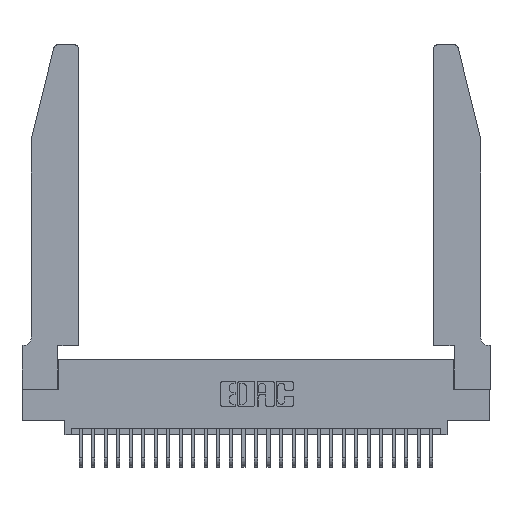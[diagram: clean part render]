
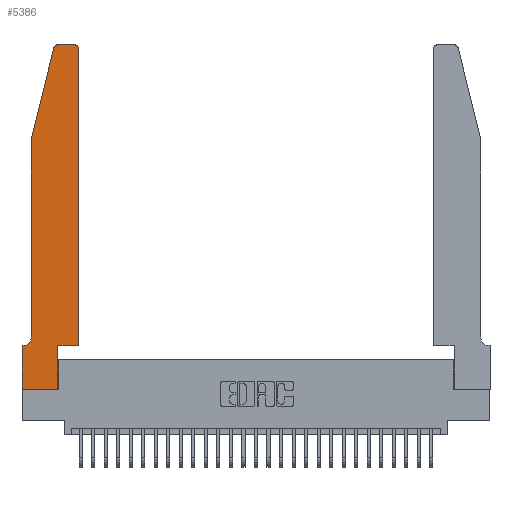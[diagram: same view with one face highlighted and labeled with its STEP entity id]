
A CAD part, top view. The second image highlights one B-rep face of the part: STEP entity #5386.
In plain terms, the highlighted planar face has unit normal (0, 0, 1).
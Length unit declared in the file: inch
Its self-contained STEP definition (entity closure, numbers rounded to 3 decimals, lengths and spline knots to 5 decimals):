
#514 = DIRECTION ( 'NONE',  ( 1., 0., 0. ) ) ;
#579 = ORIENTED_EDGE ( 'NONE', *, *, #24629, .T. ) ;
#1072 = CARTESIAN_POINT ( 'NONE',  ( 0.0755, 2., 0.37 ) ) ;
#1258 = CARTESIAN_POINT ( 'NONE',  ( 0., 0.35, 0.37 ) ) ;
#1367 = VERTEX_POINT ( 'NONE', #5877 ) ;
#1513 = CARTESIAN_POINT ( 'NONE',  ( 0.25487, 2.72718, 0.37 ) ) ;
#1638 = ORIENTED_EDGE ( 'NONE', *, *, #15475, .T. ) ;
#1940 = EDGE_CURVE ( 'NONE', #7556, #13890, #16060, .T. ) ;
#2408 = CARTESIAN_POINT ( 'NONE',  ( 0.4505, 2.72, 0.37 ) ) ;
#2481 = CARTESIAN_POINT ( 'NONE',  ( 0.0055, 0.42, 0.37 ) ) ;
#2793 = EDGE_CURVE ( 'NONE', #4091, #10721, #22454, .T. ) ;
#3180 = DIRECTION ( 'NONE',  ( 0., 0., 1. ) ) ;
#4091 = VERTEX_POINT ( 'NONE', #23481 ) ;
#4245 = VECTOR ( 'NONE', #28371, 39.37008 ) ;
#4716 = DIRECTION ( 'NONE',  ( -1., 0., 0. ) ) ;
#4894 = DIRECTION ( 'NONE',  ( 0., -1., 0. ) ) ;
#5122 = ORIENTED_EDGE ( 'NONE', *, *, #13016, .T. ) ;
#5142 = ORIENTED_EDGE ( 'NONE', *, *, #9205, .T. ) ;
#5164 = CARTESIAN_POINT ( 'NONE',  ( 0., 0., 0.37 ) ) ;
#5207 = CARTESIAN_POINT ( 'NONE',  ( 0., 0., 0.37 ) ) ;
#5282 = VECTOR ( 'NONE', #18108, 39.37008 ) ;
#5386 = ADVANCED_FACE ( 'NONE', ( #20289 ), #21085, .T. ) ;
#5731 = CARTESIAN_POINT ( 'NONE',  ( 0., 0.35, 0.37 ) ) ;
#5877 = CARTESIAN_POINT ( 'NONE',  ( 0.4205, 2.75, 0.37 ) ) ;
#6022 = LINE ( 'NONE', #27254, #23532 ) ;
#6635 = DIRECTION ( 'NONE',  ( -0.239, -0.971, 0. ) ) ;
#7031 = EDGE_CURVE ( 'NONE', #10849, #1367, #22875, .T. ) ;
#7195 = LINE ( 'NONE', #18136, #7912 ) ;
#7556 = VERTEX_POINT ( 'NONE', #11627 ) ;
#7656 = VECTOR ( 'NONE', #14371, 39.37008 ) ;
#7912 = VECTOR ( 'NONE', #4894, 39.37008 ) ;
#8040 = DIRECTION ( 'NONE',  ( 0., 0., 1. ) ) ;
#8161 = ORIENTED_EDGE ( 'NONE', *, *, #2793, .T. ) ;
#8287 = VECTOR ( 'NONE', #19656, 39.37008 ) ;
#8330 = AXIS2_PLACEMENT_3D ( 'NONE', #5731, #8040, #23290 ) ;
#8489 = DIRECTION ( 'NONE',  ( 0., 1., 0. ) ) ;
#8799 = VECTOR ( 'NONE', #6635, 39.37008 ) ;
#9006 = LINE ( 'NONE', #11045, #8287 ) ;
#9076 = VERTEX_POINT ( 'NONE', #10674 ) ;
#9205 = EDGE_CURVE ( 'NONE', #13890, #11106, #15321, .T. ) ;
#10258 = LINE ( 'NONE', #10996, #4245 ) ;
#10674 = CARTESIAN_POINT ( 'NONE',  ( 0.0055, 0.35, 0.37 ) ) ;
#10721 = VERTEX_POINT ( 'NONE', #21850 ) ;
#10798 = VERTEX_POINT ( 'NONE', #22043 ) ;
#10849 = VERTEX_POINT ( 'NONE', #2408 ) ;
#10996 = CARTESIAN_POINT ( 'NONE',  ( 0., 0., 0.37 ) ) ;
#11045 = CARTESIAN_POINT ( 'NONE',  ( 0.4505, 0.35, 0.37 ) ) ;
#11074 = EDGE_CURVE ( 'NONE', #10721, #15069, #24408, .T. ) ;
#11106 = VERTEX_POINT ( 'NONE', #1072 ) ;
#11627 = CARTESIAN_POINT ( 'NONE',  ( 0.284, 2.75, 0.37 ) ) ;
#11908 = ORIENTED_EDGE ( 'NONE', *, *, #15929, .T. ) ;
#12085 = EDGE_CURVE ( 'NONE', #15004, #22053, #23689, .T. ) ;
#12844 = CARTESIAN_POINT ( 'NONE',  ( 0.4505, 0.35, 0.37 ) ) ;
#12888 = EDGE_CURVE ( 'NONE', #15069, #10849, #9006, .T. ) ;
#13016 = EDGE_CURVE ( 'NONE', #10798, #9076, #22931, .T. ) ;
#13890 = VERTEX_POINT ( 'NONE', #1513 ) ;
#13930 = DIRECTION ( 'NONE',  ( 0., 0., 1. ) ) ;
#14371 = DIRECTION ( 'NONE',  ( 1., 0., 0. ) ) ;
#15004 = VERTEX_POINT ( 'NONE', #1258 ) ;
#15069 = VERTEX_POINT ( 'NONE', #12844 ) ;
#15321 = LINE ( 'NONE', #24147, #8799 ) ;
#15475 = EDGE_CURVE ( 'NONE', #1367, #7556, #6022, .T. ) ;
#15902 = ORIENTED_EDGE ( 'NONE', *, *, #7031, .T. ) ;
#15912 = CARTESIAN_POINT ( 'NONE',  ( 0.0755, 0.35, 0.37 ) ) ;
#15929 = EDGE_CURVE ( 'NONE', #9076, #15004, #17061, .T. ) ;
#16060 = CIRCLE ( 'NONE', #16868, 0.03 ) ;
#16464 = CARTESIAN_POINT ( 'NONE',  ( 0.4205, 2.72, 0.37 ) ) ;
#16868 = AXIS2_PLACEMENT_3D ( 'NONE', #26939, #13930, #514 ) ;
#17061 = LINE ( 'NONE', #15912, #5282 ) ;
#17266 = EDGE_LOOP ( 'NONE', ( #1638, #23601, #5142, #19197, #5122, #11908, #25222, #579, #8161, #24974, #25171, #15902 ) ) ;
#17984 = DIRECTION ( 'NONE',  ( 0., 0., -1. ) ) ;
#18108 = DIRECTION ( 'NONE',  ( -1., 0., 0. ) ) ;
#18136 = CARTESIAN_POINT ( 'NONE',  ( 0.0755, 2., 0.37 ) ) ;
#18594 = DIRECTION ( 'NONE',  ( -1., 0., 0. ) ) ;
#18651 = DIRECTION ( 'NONE',  ( 1., 0., 0. ) ) ;
#18724 = CARTESIAN_POINT ( 'NONE',  ( 0.4505, 0.35, 0.37 ) ) ;
#19197 = ORIENTED_EDGE ( 'NONE', *, *, #22422, .T. ) ;
#19656 = DIRECTION ( 'NONE',  ( 0., 1., 0. ) ) ;
#20289 = FACE_OUTER_BOUND ( 'NONE', #17266, .T. ) ;
#20987 = AXIS2_PLACEMENT_3D ( 'NONE', #2481, #17984, #4716 ) ;
#21085 = PLANE ( 'NONE',  #8330 ) ;
#21767 = VECTOR ( 'NONE', #8489, 39.37008 ) ;
#21850 = CARTESIAN_POINT ( 'NONE',  ( 0.2865, 0.35, 0.37 ) ) ;
#22043 = CARTESIAN_POINT ( 'NONE',  ( 0.0755, 0.42, 0.37 ) ) ;
#22053 = VERTEX_POINT ( 'NONE', #5207 ) ;
#22422 = EDGE_CURVE ( 'NONE', #11106, #10798, #7195, .T. ) ;
#22454 = LINE ( 'NONE', #25935, #21767 ) ;
#22875 = CIRCLE ( 'NONE', #24395, 0.03 ) ;
#22931 = CIRCLE ( 'NONE', #20987, 0.07 ) ;
#22987 = VECTOR ( 'NONE', #27141, 39.37008 ) ;
#23290 = DIRECTION ( 'NONE',  ( 1., 0., 0. ) ) ;
#23481 = CARTESIAN_POINT ( 'NONE',  ( 0.2865, 0., 0.37 ) ) ;
#23532 = VECTOR ( 'NONE', #18594, 39.37008 ) ;
#23601 = ORIENTED_EDGE ( 'NONE', *, *, #1940, .T. ) ;
#23689 = LINE ( 'NONE', #5164, #22987 ) ;
#24147 = CARTESIAN_POINT ( 'NONE',  ( 0.0755, 2., 0.37 ) ) ;
#24395 = AXIS2_PLACEMENT_3D ( 'NONE', #16464, #3180, #18651 ) ;
#24408 = LINE ( 'NONE', #18724, #7656 ) ;
#24629 = EDGE_CURVE ( 'NONE', #22053, #4091, #10258, .T. ) ;
#24974 = ORIENTED_EDGE ( 'NONE', *, *, #11074, .T. ) ;
#25171 = ORIENTED_EDGE ( 'NONE', *, *, #12888, .T. ) ;
#25222 = ORIENTED_EDGE ( 'NONE', *, *, #12085, .T. ) ;
#25935 = CARTESIAN_POINT ( 'NONE',  ( 0.2865, 0.35, 0.37 ) ) ;
#26939 = CARTESIAN_POINT ( 'NONE',  ( 0.284, 2.72, 0.37 ) ) ;
#27141 = DIRECTION ( 'NONE',  ( 0., -1., 0. ) ) ;
#27254 = CARTESIAN_POINT ( 'NONE',  ( 0.2605, 2.75, 0.37 ) ) ;
#28371 = DIRECTION ( 'NONE',  ( 1., 0., 0. ) ) ;
